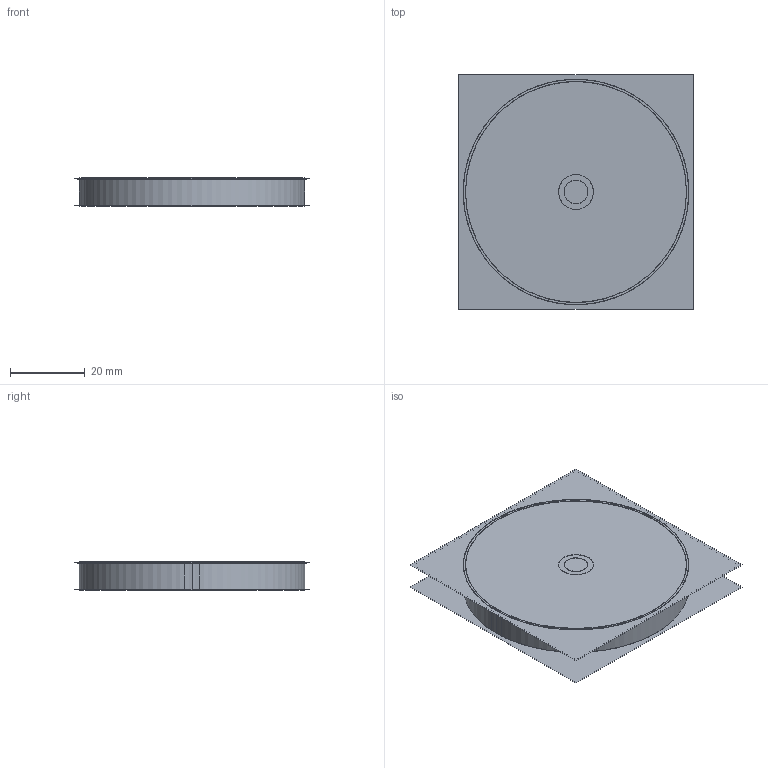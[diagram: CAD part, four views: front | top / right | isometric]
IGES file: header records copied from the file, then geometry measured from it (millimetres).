
Start section:  PTC IGES file: 214202.igs
Global section: file name: 214202.igs; native system: Creo Parametric by PTC Inc.; preprocessor: 2018300; author: pdmadmin; organization: Unknown; date: 20190925.135424; units: millimetre
Bounding box: 62.92 x 62.92 x 7.59 mm (x, y, z)
Volume: 20085.8 mm3; surface area: 39251.8 mm2
Topology: 1 solids, 1 shells, 24 faces, 112 edges, 144 vertices
Faces by surface type: revolution 16, bspline 8
